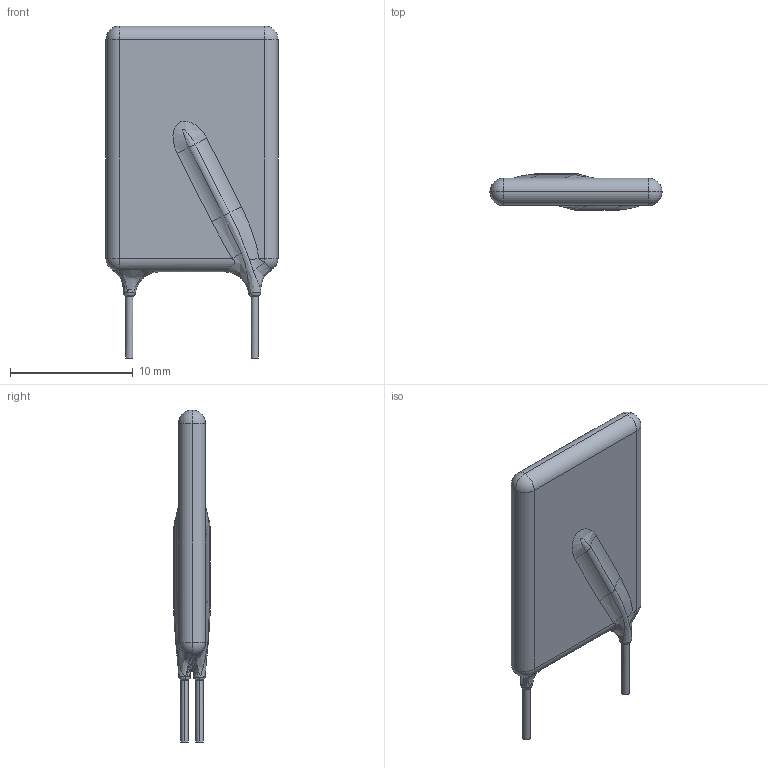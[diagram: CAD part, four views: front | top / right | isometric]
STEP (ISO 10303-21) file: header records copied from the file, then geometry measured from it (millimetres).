
FILE_DESCRIPTION (( 'STEP AP214' ), '1' );
FILE_NAME ('FUSE-TH_L14.0-W3.0-H24.9-P10.20-D0.8-S1.2.step', '2024-01-05T03:44:01', ( '' ), ( '' ), 'SwSTEP 2.0', 'SolidWorks 2020', '' );
FILE_SCHEMA (( 'AUTOMOTIVE_DESIGN' ));
Length unit declared in the file: millimetre
Products named in the file (1): FUSE-TH_L14.0-W3.0-H24.9-P10.20-D0.8-S1.2
Bounding box: 14 x 3 x 27 mm (x, y, z)
Volume: 598.6 mm3; surface area: 676.4 mm2
Topology: 1 solids, 1 shells, 292 faces, 779 edges, 500 vertices
Faces by surface type: bspline 134, plane 130, cylinder 20, sphere 8
Entity records: 15781 total; most frequent: CARTESIAN_POINT 6238, ORIENTED_EDGE 1542, DIRECTION 879, EDGE_CURVE 771, VERTEX_POINT 500, LINE 441, VECTOR 441, EDGE_LOOP 311
